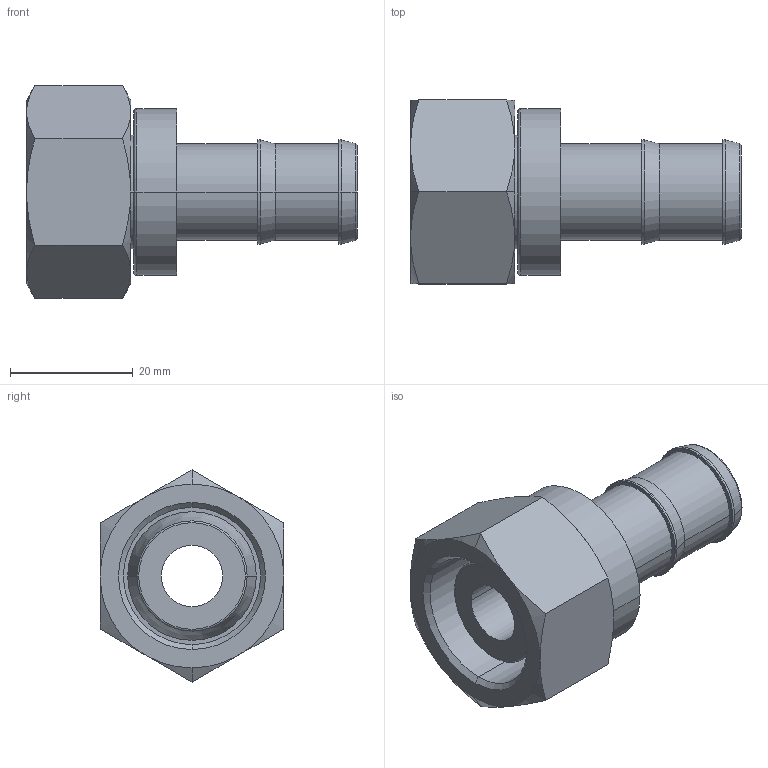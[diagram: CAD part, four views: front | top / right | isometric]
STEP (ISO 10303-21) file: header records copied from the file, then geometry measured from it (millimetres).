
FILE_DESCRIPTION(('STEP AP214'),'1');
FILE_NAME('0132_18_66.stp','2016-07-07T14:22:35',('TraceParts'),('TraceParts S.A.'),'Spatial InterOp 3D',' ',' ');
FILE_SCHEMA(('automotive_design'));
Length unit declared in the file: millimetre
Products named in the file (1): 0132-18-66_ASM|Next assembly relationship#37706-11;37706-11
Bounding box: 54 x 30 x 34.64 mm (x, y, z)
Volume: 15214.9 mm3; surface area: 10038.1 mm2
Topology: 1 solids, 1 shells, 114 faces, 248 edges, 150 vertices
Faces by surface type: plane 39, cylinder 33, cone 26, torus 16
Entity records: 3243 total; most frequent: CARTESIAN_POINT 681, DIRECTION 574, ORIENTED_EDGE 496, EDGE_CURVE 248, AXIS2_PLACEMENT_3D 235, VERTEX_POINT 150, EDGE_LOOP 130, CIRCLE 120
